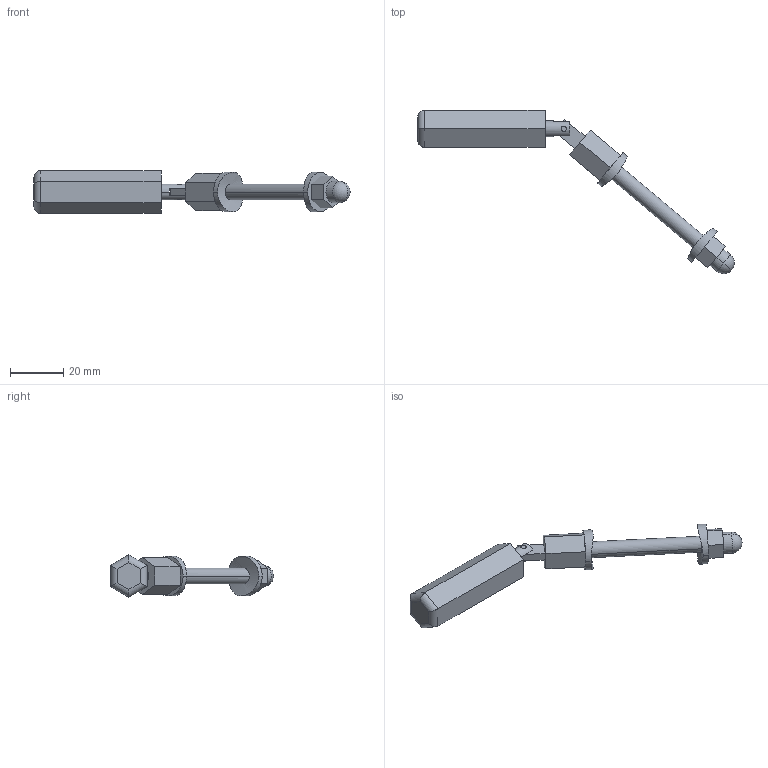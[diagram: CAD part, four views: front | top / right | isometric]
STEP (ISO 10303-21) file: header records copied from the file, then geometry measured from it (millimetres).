
FILE_DESCRIPTION((''),'2;1');
FILE_NAME('2805_COSCH_EDELSTAHLTECHNIK','2021-09-27T19:46:13',('Gogel'),('CAD_Service Gogel'),'CREO PARAMETRIC BY PTC INC, 2018420','CREO PARAMETRIC BY PTC INC, 2018420','');
FILE_SCHEMA(('AUTOMOTIVE_DESIGN { 1 0 10303 214 1 1 1 1 }'));
Length unit declared in the file: millimetre
Products named in the file (1): 2805_COSCH_EDELSTAHLTECHNIK
Bounding box: 119.3 x 61.53 x 16 mm (x, y, z)
Volume: 11051 mm3; surface area: 10040.6 mm2
Topology: 4 solids, 7 shells, 98 faces, 255 edges, 167 vertices
Faces by surface type: plane 46, cylinder 44, cone 4, torus 2, sphere 2
Entity records: 4387 total; most frequent: CARTESIAN_POINT 1272, DIRECTION 511, ORIENTED_EDGE 488, EDGE_CURVE 253, AXIS2_PLACEMENT_3D 173, VERTEX_POINT 167, VECTOR 159, LINE 159
